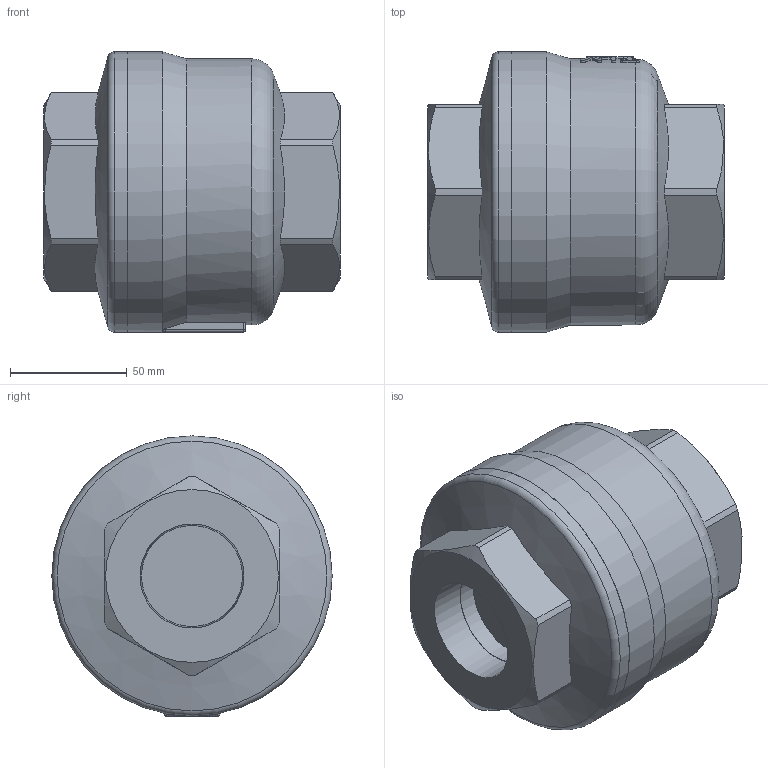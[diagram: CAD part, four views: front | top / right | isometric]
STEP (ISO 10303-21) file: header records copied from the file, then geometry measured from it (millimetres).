
FILE_DESCRIPTION((''),'2;1');
FILE_NAME('ck3mg-050-screw-00.stp','2009-11-18T16:23:59',('nakaot'),(''),'Autodesk Inventor 2008','Autodesk Inventor 2008','');
FILE_SCHEMA(('AUTOMOTIVE_DESIGN { 1 0 10303 214 1 1 1 1 }'));
Length unit declared in the file: millimetre
Products named in the file (1): ck3mg-050-screw-00
Bounding box: 127 x 120 x 120 mm (x, y, z)
Volume: 972687.4 mm3; surface area: 83078.6 mm2
Topology: 1 solids, 1 shells, 109 faces, 279 edges, 175 vertices
Faces by surface type: plane 37, bspline 31, cylinder 30, cone 5, sphere 4, torus 2
Full cylindrical faces by diameter (mm): 50 x1, 114 x1, 120 x2
Entity records: 8898 total; most frequent: CARTESIAN_POINT 6625, ORIENTED_EDGE 500, DIRECTION 387, EDGE_CURVE 250, VERTEX_POINT 166, AXIS2_PLACEMENT_3D 149, EDGE_LOOP 132, FACE_OUTER_BOUND 109
